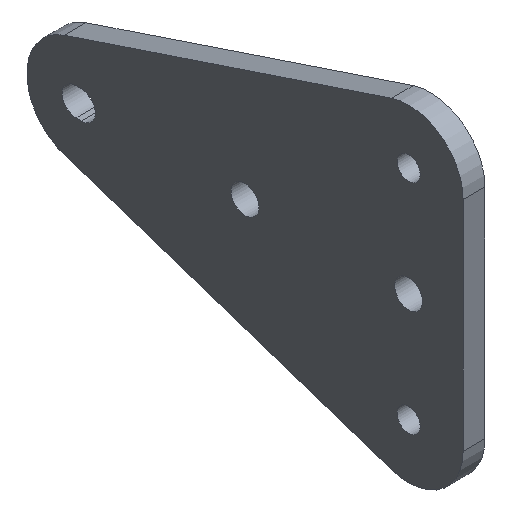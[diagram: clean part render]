
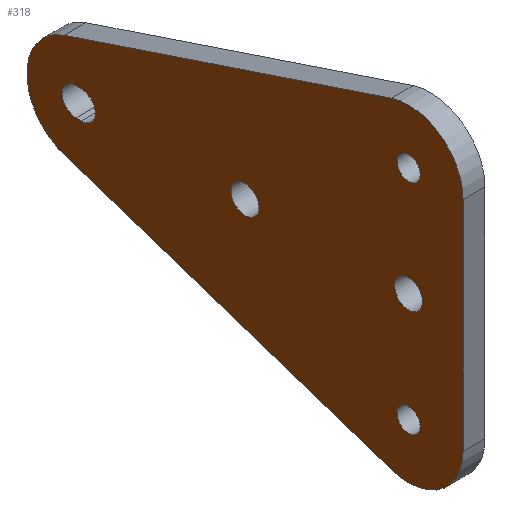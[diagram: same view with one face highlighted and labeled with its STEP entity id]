
A CAD part, isometric view. The second image highlights one B-rep face of the part: STEP entity #318.
In plain terms, the highlighted planar face has unit normal (-1, 0, 0).
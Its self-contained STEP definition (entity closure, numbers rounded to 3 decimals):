
#20=FACE_BOUND('',#69,.T.);
#21=FACE_BOUND('',#70,.T.);
#22=FACE_BOUND('',#71,.T.);
#23=FACE_BOUND('',#72,.T.);
#24=FACE_BOUND('',#73,.T.);
#31=PLANE('',#366);
#47=FACE_OUTER_BOUND('',#68,.T.);
#68=EDGE_LOOP('',(#280,#281,#282,#283,#284,#285));
#69=EDGE_LOOP('',(#286));
#70=EDGE_LOOP('',(#287));
#71=EDGE_LOOP('',(#288));
#72=EDGE_LOOP('',(#289,#290,#291,#292));
#73=EDGE_LOOP('',(#293));
#75=LINE('',#471,#99);
#80=LINE('',#485,#104);
#88=LINE('',#521,#112);
#92=LINE('',#533,#116);
#96=LINE('',#544,#120);
#99=VECTOR('',#378,10.);
#104=VECTOR('',#391,10.);
#112=VECTOR('',#431,10.);
#116=VECTOR('',#443,10.);
#120=VECTOR('',#455,10.);
#123=CIRCLE('',#335,2.55);
#124=CIRCLE('',#338,2.55);
#126=CIRCLE('',#342,2.55);
#129=CIRCLE('',#346,2.117);
#131=CIRCLE('',#349,2.55);
#133=CIRCLE('',#352,2.117);
#134=CIRCLE('',#354,10.);
#136=CIRCLE('',#358,10.);
#138=CIRCLE('',#362,10.);
#141=VERTEX_POINT('',#465);
#142=VERTEX_POINT('',#469);
#143=VERTEX_POINT('',#470);
#146=VERTEX_POINT('',#478);
#148=VERTEX_POINT('',#484);
#151=VERTEX_POINT('',#495);
#153=VERTEX_POINT('',#501);
#155=VERTEX_POINT('',#507);
#156=VERTEX_POINT('',#511);
#157=VERTEX_POINT('',#512);
#160=VERTEX_POINT('',#520);
#162=VERTEX_POINT('',#526);
#164=VERTEX_POINT('',#532);
#166=VERTEX_POINT('',#538);
#170=EDGE_CURVE('',#141,#141,#123,.T.);
#171=EDGE_CURVE('',#142,#143,#75,.T.);
#175=EDGE_CURVE('',#146,#142,#124,.T.);
#178=EDGE_CURVE('',#148,#146,#80,.T.);
#181=EDGE_CURVE('',#143,#148,#126,.T.);
#185=EDGE_CURVE('',#151,#151,#129,.F.);
#188=EDGE_CURVE('',#153,#153,#131,.T.);
#191=EDGE_CURVE('',#155,#155,#133,.F.);
#192=EDGE_CURVE('',#156,#157,#134,.T.);
#196=EDGE_CURVE('',#160,#156,#88,.T.);
#199=EDGE_CURVE('',#162,#160,#136,.T.);
#202=EDGE_CURVE('',#164,#162,#92,.T.);
#205=EDGE_CURVE('',#166,#164,#138,.T.);
#208=EDGE_CURVE('',#157,#166,#96,.T.);
#280=ORIENTED_EDGE('',*,*,#208,.F.);
#281=ORIENTED_EDGE('',*,*,#192,.F.);
#282=ORIENTED_EDGE('',*,*,#196,.F.);
#283=ORIENTED_EDGE('',*,*,#199,.F.);
#284=ORIENTED_EDGE('',*,*,#202,.F.);
#285=ORIENTED_EDGE('',*,*,#205,.F.);
#286=ORIENTED_EDGE('',*,*,#191,.F.);
#287=ORIENTED_EDGE('',*,*,#188,.F.);
#288=ORIENTED_EDGE('',*,*,#185,.F.);
#289=ORIENTED_EDGE('',*,*,#181,.F.);
#290=ORIENTED_EDGE('',*,*,#171,.F.);
#291=ORIENTED_EDGE('',*,*,#175,.F.);
#292=ORIENTED_EDGE('',*,*,#178,.F.);
#293=ORIENTED_EDGE('',*,*,#170,.F.);
#318=ADVANCED_FACE('',(#47,#20,#21,#22,#23,#24),#31,.F.);
#335=AXIS2_PLACEMENT_3D('',#467,#374,#375);
#338=AXIS2_PLACEMENT_3D('',#479,#384,#385);
#342=AXIS2_PLACEMENT_3D('',#490,#396,#397);
#346=AXIS2_PLACEMENT_3D('',#497,#405,#406);
#349=AXIS2_PLACEMENT_3D('',#503,#412,#413);
#352=AXIS2_PLACEMENT_3D('',#509,#419,#420);
#354=AXIS2_PLACEMENT_3D('',#513,#423,#424);
#358=AXIS2_PLACEMENT_3D('',#527,#436,#437);
#362=AXIS2_PLACEMENT_3D('',#539,#448,#449);
#366=AXIS2_PLACEMENT_3D('',#547,#459,#460);
#374=DIRECTION('center_axis',(-1.,0.,0.));
#375=DIRECTION('ref_axis',(0.,1.,0.));
#378=DIRECTION('',(0.,-1.,0.));
#384=DIRECTION('center_axis',(-1.,0.,0.));
#385=DIRECTION('ref_axis',(0.,1.,0.));
#391=DIRECTION('',(0.,1.,0.));
#396=DIRECTION('center_axis',(-1.,0.,0.));
#397=DIRECTION('ref_axis',(0.,1.,0.));
#405=DIRECTION('center_axis',(1.,0.,0.));
#406=DIRECTION('ref_axis',(0.,1.,0.));
#412=DIRECTION('center_axis',(-1.,0.,0.));
#413=DIRECTION('ref_axis',(0.,1.,0.));
#419=DIRECTION('center_axis',(1.,0.,0.));
#420=DIRECTION('ref_axis',(0.,1.,0.));
#423=DIRECTION('center_axis',(1.,0.,0.));
#424=DIRECTION('ref_axis',(0.,1.,0.));
#431=DIRECTION('',(0.,0.949,0.316));
#436=DIRECTION('center_axis',(1.,0.,0.));
#437=DIRECTION('ref_axis',(0.,1.,0.));
#443=DIRECTION('',(0.,0.,-1.));
#448=DIRECTION('center_axis',(1.,0.,0.));
#449=DIRECTION('ref_axis',(0.,1.,0.));
#455=DIRECTION('',(0.,-0.949,0.316));
#459=DIRECTION('center_axis',(1.,0.,0.));
#460=DIRECTION('ref_axis',(0.,1.,0.));
#465=CARTESIAN_POINT('',(0.,-62.55,0.));
#467=CARTESIAN_POINT('Origin',(0.,-60.,0.));
#469=CARTESIAN_POINT('',(0.,1.,-2.55));
#470=CARTESIAN_POINT('',(0.,0.,-2.55));
#471=CARTESIAN_POINT('',(0.,0.,-2.55));
#478=CARTESIAN_POINT('',(0.,1.,2.55));
#479=CARTESIAN_POINT('Origin',(0.,1.,0.));
#484=CARTESIAN_POINT('',(0.,0.,2.55));
#485=CARTESIAN_POINT('',(0.,0.,2.55));
#490=CARTESIAN_POINT('Origin',(0.,0.,0.));
#495=CARTESIAN_POINT('',(0.,-62.117,-20.));
#497=CARTESIAN_POINT('Origin',(0.,-60.,-20.));
#501=CARTESIAN_POINT('',(0.,-32.55,0.));
#503=CARTESIAN_POINT('Origin',(0.,-30.,0.));
#507=CARTESIAN_POINT('',(0.,-62.117,20.));
#509=CARTESIAN_POINT('Origin',(0.,-60.,20.));
#511=CARTESIAN_POINT('',(0.,3.162,-9.487));
#512=CARTESIAN_POINT('',(0.,3.161,9.487));
#513=CARTESIAN_POINT('Origin',(0.,0.,0.));
#520=CARTESIAN_POINT('',(0.,-56.838,-29.487));
#521=CARTESIAN_POINT('',(0.,-56.838,-29.487));
#526=CARTESIAN_POINT('',(0.,-70.,-20.));
#527=CARTESIAN_POINT('Origin',(0.,-60.,-20.));
#532=CARTESIAN_POINT('',(0.,-70.,20.));
#533=CARTESIAN_POINT('',(0.,-70.,20.));
#538=CARTESIAN_POINT('',(0.,-56.838,29.487));
#539=CARTESIAN_POINT('Origin',(0.,-60.,20.));
#544=CARTESIAN_POINT('',(0.,3.161,9.487));
#547=CARTESIAN_POINT('Origin',(0.,-30.,0.));
